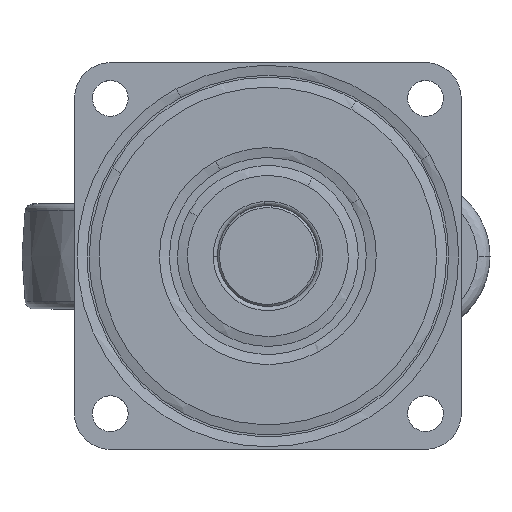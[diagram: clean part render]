
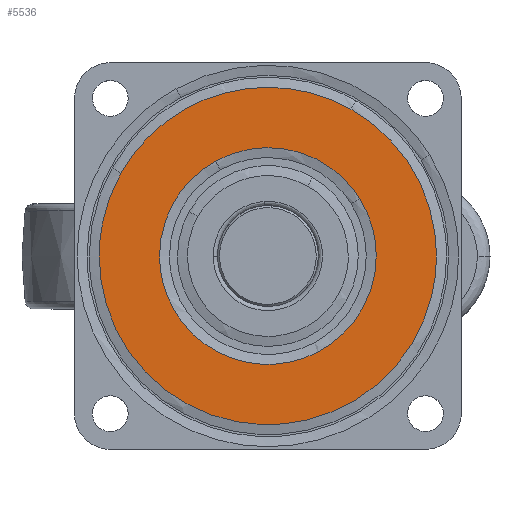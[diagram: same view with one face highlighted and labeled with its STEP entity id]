
A CAD part, top view. The second image highlights one B-rep face of the part: STEP entity #5536.
In plain terms, the highlighted free-form (B-spline) face has degree [1, 1] with [2, 2] control points.
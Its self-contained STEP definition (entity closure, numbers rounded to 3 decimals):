
#4281=CARTESIAN_POINT('',(-12.417,22.587,0.));
#4282=VERTEX_POINT('',#4281);
#4296=CARTESIAN_POINT('',(-25.775,0.0,0.0));
#4297=VERTEX_POINT('',#4296);
#4298=CARTESIAN_POINT('',(-25.775,0.0,0.0));
#4299=CARTESIAN_POINT('',(-25.775,15.243,0.0));
#4300=CARTESIAN_POINT('',(-12.417,22.587,0.));
#4308=(BOUNDED_CURVE()B_SPLINE_CURVE(2,(#4298,#4299,#4300),.UNSPECIFIED.,.F.,.U.)B_SPLINE_CURVE_WITH_KNOTS((3,3),(0.0,0.168),.UNSPECIFIED.)CURVE()GEOMETRIC_REPRESENTATION_ITEM()RATIONAL_B_SPLINE_CURVE((1.0,0.803,0.871))REPRESENTATION_ITEM(''));
#4309=EDGE_CURVE('',#4297,#4282,#4308,.T.);
#4311=CARTESIAN_POINT('',(25.775,0.0,0.0));
#4312=VERTEX_POINT('',#4311);
#4313=CARTESIAN_POINT('',(25.775,0.0,0.0));
#4314=CARTESIAN_POINT('',(25.775,-25.775,0.0));
#4315=CARTESIAN_POINT('',(0.0,-25.775,0.0));
#4316=CARTESIAN_POINT('',(-25.775,-25.775,0.0));
#4317=CARTESIAN_POINT('',(-25.775,0.0,0.0));
#4325=(BOUNDED_CURVE()B_SPLINE_CURVE(2,(#4313,#4314,#4315,#4316,#4317),.UNSPECIFIED.,.F.,.U.)B_SPLINE_CURVE_WITH_KNOTS((3,2,3),(0.5,0.75,1.0),.UNSPECIFIED.)CURVE()GEOMETRIC_REPRESENTATION_ITEM()RATIONAL_B_SPLINE_CURVE((1.0,0.707,1.0,0.707,1.0))REPRESENTATION_ITEM(''));
#4326=EDGE_CURVE('',#4312,#4297,#4325,.T.);
#4328=CARTESIAN_POINT('',(21.84,13.689,0.));
#4329=VERTEX_POINT('',#4328);
#4330=CARTESIAN_POINT('',(21.84,13.689,0.));
#4331=CARTESIAN_POINT('',(25.775,7.41,0.0));
#4332=CARTESIAN_POINT('',(25.775,0.0,0.0));
#4340=(BOUNDED_CURVE()B_SPLINE_CURVE(2,(#4330,#4331,#4332),.UNSPECIFIED.,.F.,.U.)B_SPLINE_CURVE_WITH_KNOTS((3,3),(0.409,0.5),.UNSPECIFIED.)CURVE()GEOMETRIC_REPRESENTATION_ITEM()RATIONAL_B_SPLINE_CURVE((0.864,0.894,1.0))REPRESENTATION_ITEM(''));
#4341=EDGE_CURVE('',#4329,#4312,#4340,.T.);
#4392=CARTESIAN_POINT('',(-12.417,22.587,0.));
#4393=CARTESIAN_POINT('',(-6.618,25.775,0.0));
#4394=CARTESIAN_POINT('',(0.0,25.775,0.0));
#4395=CARTESIAN_POINT('',(14.264,25.775,0.0));
#4396=CARTESIAN_POINT('',(21.84,13.689,0.));
#4404=(BOUNDED_CURVE()B_SPLINE_CURVE(2,(#4392,#4393,#4394,#4395,#4396),.UNSPECIFIED.,.F.,.U.)B_SPLINE_CURVE_WITH_KNOTS((3,2,3),(0.168,0.25,0.409),.UNSPECIFIED.)CURVE()GEOMETRIC_REPRESENTATION_ITEM()RATIONAL_B_SPLINE_CURVE((0.871,0.904,1.0,0.814,0.864))REPRESENTATION_ITEM(''));
#4405=EDGE_CURVE('',#4282,#4329,#4404,.T.);
#4911=CARTESIAN_POINT('',(19.771,34.916,0.));
#4912=VERTEX_POINT('',#4911);
#4926=CARTESIAN_POINT('',(40.125,0.0,0.0));
#4927=VERTEX_POINT('',#4926);
#4928=CARTESIAN_POINT('',(40.125,0.0,0.0));
#4929=CARTESIAN_POINT('',(40.125,23.391,0.0));
#4930=CARTESIAN_POINT('',(19.771,34.916,0.));
#4938=(BOUNDED_CURVE()B_SPLINE_CURVE(2,(#4928,#4929,#4930),.UNSPECIFIED.,.F.,.U.)B_SPLINE_CURVE_WITH_KNOTS((3,3),(0.5,0.666),.UNSPECIFIED.)CURVE()GEOMETRIC_REPRESENTATION_ITEM()RATIONAL_B_SPLINE_CURVE((1.0,0.805,0.869))REPRESENTATION_ITEM(''));
#4939=EDGE_CURVE('',#4927,#4912,#4938,.T.);
#4941=CARTESIAN_POINT('',(-40.125,0.0,0.0));
#4942=VERTEX_POINT('',#4941);
#4943=CARTESIAN_POINT('',(-40.125,0.0,0.0));
#4944=CARTESIAN_POINT('',(-40.125,-40.125,0.0));
#4945=CARTESIAN_POINT('',(0.0,-40.125,0.0));
#4946=CARTESIAN_POINT('',(40.125,-40.125,0.0));
#4947=CARTESIAN_POINT('',(40.125,0.0,0.0));
#4955=(BOUNDED_CURVE()B_SPLINE_CURVE(2,(#4943,#4944,#4945,#4946,#4947),.UNSPECIFIED.,.F.,.U.)B_SPLINE_CURVE_WITH_KNOTS((3,2,3),(0.0,0.25,0.5),.UNSPECIFIED.)CURVE()GEOMETRIC_REPRESENTATION_ITEM()RATIONAL_B_SPLINE_CURVE((1.0,0.707,1.0,0.707,1.0))REPRESENTATION_ITEM(''));
#4956=EDGE_CURVE('',#4942,#4927,#4955,.T.);
#4958=CARTESIAN_POINT('',(-34.916,19.771,0.));
#4959=VERTEX_POINT('',#4958);
#4960=CARTESIAN_POINT('',(-34.916,19.771,0.));
#4961=CARTESIAN_POINT('',(-40.125,10.572,0.0));
#4962=CARTESIAN_POINT('',(-40.125,0.0,0.0));
#4970=(BOUNDED_CURVE()B_SPLINE_CURVE(2,(#4960,#4961,#4962),.UNSPECIFIED.,.F.,.U.)B_SPLINE_CURVE_WITH_KNOTS((3,3),(0.916,1.0),.UNSPECIFIED.)CURVE()GEOMETRIC_REPRESENTATION_ITEM()RATIONAL_B_SPLINE_CURVE((0.869,0.902,1.0))REPRESENTATION_ITEM(''));
#4971=EDGE_CURVE('',#4959,#4942,#4970,.T.);
#5022=CARTESIAN_POINT('',(19.771,34.916,0.));
#5023=CARTESIAN_POINT('',(10.572,40.125,0.0));
#5024=CARTESIAN_POINT('',(0.0,40.125,0.0));
#5025=CARTESIAN_POINT('',(-23.391,40.125,0.0));
#5026=CARTESIAN_POINT('',(-34.916,19.771,0.));
#5034=(BOUNDED_CURVE()B_SPLINE_CURVE(2,(#5022,#5023,#5024,#5025,#5026),.UNSPECIFIED.,.F.,.U.)B_SPLINE_CURVE_WITH_KNOTS((3,2,3),(0.666,0.75,0.916),.UNSPECIFIED.)CURVE()GEOMETRIC_REPRESENTATION_ITEM()RATIONAL_B_SPLINE_CURVE((0.869,0.902,1.0,0.805,0.869))REPRESENTATION_ITEM(''));
#5035=EDGE_CURVE('',#4912,#4959,#5034,.T.);
#5519=CARTESIAN_POINT('',(-44.134,44.132,0.0));
#5520=CARTESIAN_POINT('',(44.134,44.132,0.0));
#5521=CARTESIAN_POINT('',(-44.134,-44.134,0.0));
#5522=CARTESIAN_POINT('',(44.134,-44.134,0.0));
#5523=B_SPLINE_SURFACE_WITH_KNOTS('',1,1,((#5519,#5521),(#5520,#5522)),.UNSPECIFIED.,.F.,.F.,.U.,(2,2),(2,2),(0.0,88.267),(0.0,88.266),.UNSPECIFIED.);
#5524=ORIENTED_EDGE('',*,*,#4956,.T.);
#5525=ORIENTED_EDGE('',*,*,#4939,.T.);
#5526=ORIENTED_EDGE('',*,*,#5035,.T.);
#5527=ORIENTED_EDGE('',*,*,#4971,.T.);
#5528=EDGE_LOOP('',(#5524,#5525,#5526,#5527));
#5529=FACE_OUTER_BOUND('',#5528,.T.);
#5530=ORIENTED_EDGE('',*,*,#4326,.T.);
#5531=ORIENTED_EDGE('',*,*,#4309,.T.);
#5532=ORIENTED_EDGE('',*,*,#4405,.T.);
#5533=ORIENTED_EDGE('',*,*,#4341,.T.);
#5534=EDGE_LOOP('',(#5530,#5531,#5532,#5533));
#5535=FACE_BOUND('',#5534,.T.);
#5536=ADVANCED_FACE('',(#5529,#5535),#5523,.F.);
